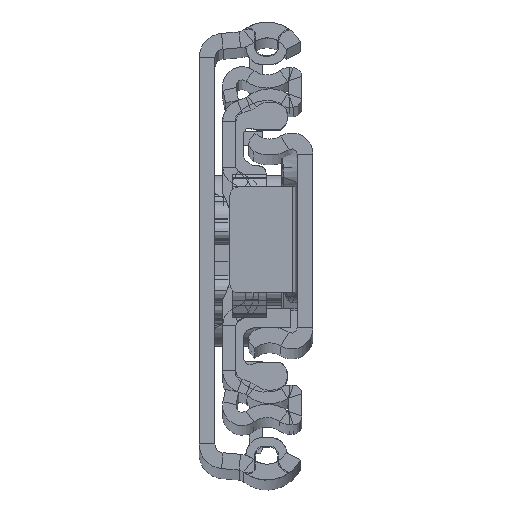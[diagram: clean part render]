
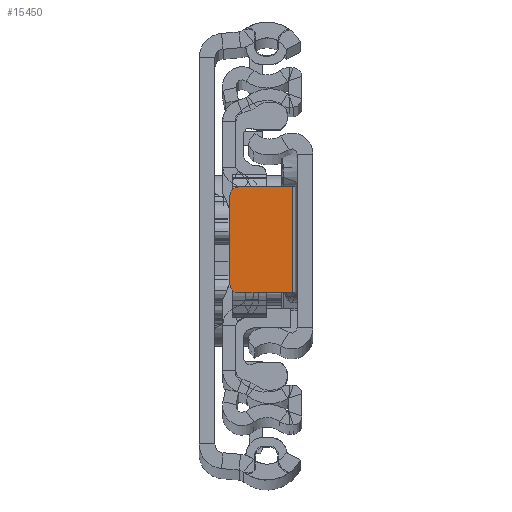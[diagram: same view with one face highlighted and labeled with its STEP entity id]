
A CAD part, top view. The second image highlights one B-rep face of the part: STEP entity #15450.
In plain terms, the highlighted planar face has unit normal (0, 0, 1).
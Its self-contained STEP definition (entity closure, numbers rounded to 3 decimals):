
#1347 = VECTOR ( 'NONE', #9478, 1000. ) ;
#2671 = CARTESIAN_POINT ( 'NONE',  ( -8.4, 6.151, -6.8 ) ) ;
#3891 = CARTESIAN_POINT ( 'NONE',  ( -8.4, 5.151, -6.8 ) ) ;
#4077 = CARTESIAN_POINT ( 'NONE',  ( -9.4, -4.849, -6.8 ) ) ;
#4765 = ORIENTED_EDGE ( 'NONE', *, *, #8584, .F. ) ;
#4987 = VERTEX_POINT ( 'NONE', #5109 ) ;
#5109 = CARTESIAN_POINT ( 'NONE',  ( -2.3, 6.151, -6.8 ) ) ;
#5801 = PLANE ( 'NONE',  #7099 ) ;
#5857 = CARTESIAN_POINT ( 'NONE',  ( -2.3, -5.849, -6.8 ) ) ;
#5942 = CARTESIAN_POINT ( 'NONE',  ( -2.3, 6.151, -6.8 ) ) ;
#5975 = CARTESIAN_POINT ( 'NONE',  ( -8.4, -5.849, -6.8 ) ) ;
#6255 = LINE ( 'NONE', #5942, #14571 ) ;
#7099 = AXIS2_PLACEMENT_3D ( 'NONE', #15289, #19531, #12635 ) ;
#7966 = FACE_OUTER_BOUND ( 'NONE', #29285, .T. ) ;
#8273 = DIRECTION ( 'NONE',  ( 0., -1., 0. ) ) ;
#8584 = EDGE_CURVE ( 'NONE', #27419, #4987, #24114, .T. ) ;
#9028 = DIRECTION ( 'NONE',  ( 0., 0., 1. ) ) ;
#9478 = DIRECTION ( 'NONE',  ( 1., 0., 0. ) ) ;
#9681 = VECTOR ( 'NONE', #24026, 1000. ) ;
#12444 = ORIENTED_EDGE ( 'NONE', *, *, #22859, .T. ) ;
#12635 = DIRECTION ( 'NONE',  ( 1., 0., 0. ) ) ;
#12890 = CARTESIAN_POINT ( 'NONE',  ( -9.4, 5.151, -6.8 ) ) ;
#13180 = ORIENTED_EDGE ( 'NONE', *, *, #14449, .F. ) ;
#14107 = VERTEX_POINT ( 'NONE', #4077 ) ;
#14449 = EDGE_CURVE ( 'NONE', #4987, #20449, #6255, .T. ) ;
#14535 = LINE ( 'NONE', #30469, #9681 ) ;
#14571 = VECTOR ( 'NONE', #8273, 1000. ) ;
#14776 = CARTESIAN_POINT ( 'NONE',  ( -1.8, 6.151, -6.8 ) ) ;
#15289 = CARTESIAN_POINT ( 'NONE',  ( 0., 0., -6.8 ) ) ;
#15450 = ADVANCED_FACE ( 'NONE', ( #7966 ), #5801, .T. ) ;
#17591 = CARTESIAN_POINT ( 'NONE',  ( -8.4, -4.849, -6.8 ) ) ;
#18555 = DIRECTION ( 'NONE',  ( 1., 0., 0. ) ) ;
#19185 = EDGE_CURVE ( 'NONE', #20449, #30057, #14535, .T. ) ;
#19266 = ORIENTED_EDGE ( 'NONE', *, *, #25248, .T. ) ;
#19531 = DIRECTION ( 'NONE',  ( 0., 0., 1. ) ) ;
#20108 = DIRECTION ( 'NONE',  ( 0., 0., 1. ) ) ;
#20329 = LINE ( 'NONE', #29340, #28310 ) ;
#20449 = VERTEX_POINT ( 'NONE', #5857 ) ;
#22859 = EDGE_CURVE ( 'NONE', #27419, #30467, #29872, .T. ) ;
#23883 = AXIS2_PLACEMENT_3D ( 'NONE', #3891, #9028, #18555 ) ;
#24026 = DIRECTION ( 'NONE',  ( -1., 0., 0. ) ) ;
#24114 = LINE ( 'NONE', #14776, #1347 ) ;
#24410 = AXIS2_PLACEMENT_3D ( 'NONE', #17591, #20108, #26927 ) ;
#25248 = EDGE_CURVE ( 'NONE', #14107, #30057, #25930, .T. ) ;
#25930 = CIRCLE ( 'NONE', #24410, 1. ) ;
#26342 = ORIENTED_EDGE ( 'NONE', *, *, #19185, .F. ) ;
#26927 = DIRECTION ( 'NONE',  ( 1., 0., 0. ) ) ;
#27175 = ORIENTED_EDGE ( 'NONE', *, *, #27217, .F. ) ;
#27217 = EDGE_CURVE ( 'NONE', #14107, #30467, #20329, .T. ) ;
#27419 = VERTEX_POINT ( 'NONE', #2671 ) ;
#28310 = VECTOR ( 'NONE', #29793, 1000. ) ;
#29285 = EDGE_LOOP ( 'NONE', ( #27175, #19266, #26342, #13180, #4765, #12444 ) ) ;
#29340 = CARTESIAN_POINT ( 'NONE',  ( -9.4, 6.151, -6.8 ) ) ;
#29793 = DIRECTION ( 'NONE',  ( 0., 1., 0. ) ) ;
#29872 = CIRCLE ( 'NONE', #23883, 1. ) ;
#30057 = VERTEX_POINT ( 'NONE', #5975 ) ;
#30467 = VERTEX_POINT ( 'NONE', #12890 ) ;
#30469 = CARTESIAN_POINT ( 'NONE',  ( -9.4, -5.849, -6.8 ) ) ;
